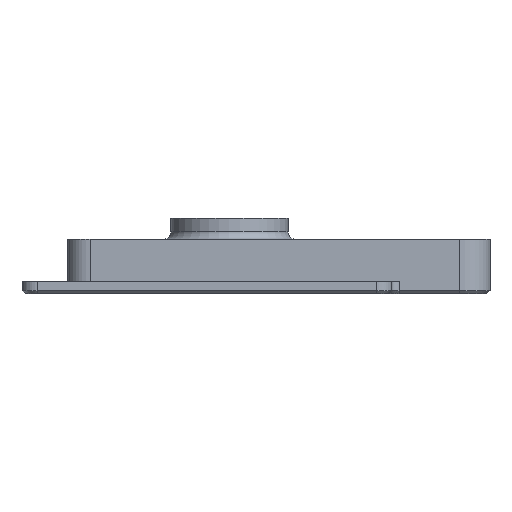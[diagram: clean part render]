
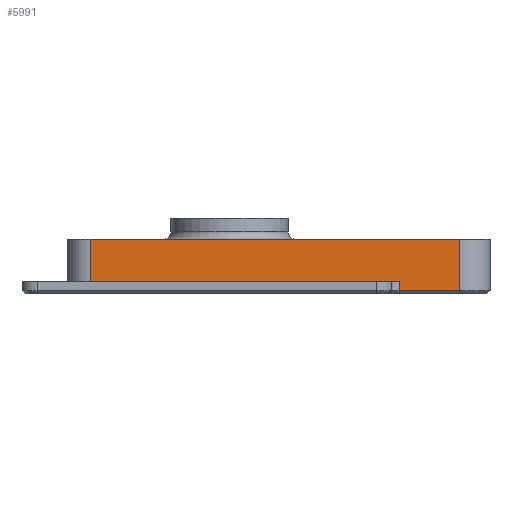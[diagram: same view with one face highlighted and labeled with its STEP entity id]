
A CAD part, front view. The second image highlights one B-rep face of the part: STEP entity #5991.
In plain terms, the highlighted planar face has unit normal (0, -1, 0).
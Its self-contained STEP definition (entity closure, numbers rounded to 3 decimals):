
#65=PLANE('',#6380);
#285=FACE_OUTER_BOUND('',#624,.T.);
#624=EDGE_LOOP('',(#4196,#4197,#4198,#4199,#4200,#4201));
#1347=LINE('',#16470,#1914);
#1362=LINE('',#16509,#1929);
#1363=LINE('',#16513,#1930);
#1364=LINE('',#16515,#1931);
#1365=LINE('',#16517,#1932);
#1366=LINE('',#16518,#1933);
#1914=VECTOR('',#7125,10.);
#1929=VECTOR('',#7168,10.);
#1930=VECTOR('',#7173,10.);
#1931=VECTOR('',#7174,10.);
#1932=VECTOR('',#7175,10.);
#1933=VECTOR('',#7176,10.);
#2517=VERTEX_POINT('',#16464);
#2518=VERTEX_POINT('',#16468);
#2528=VERTEX_POINT('',#16508);
#2529=VERTEX_POINT('',#16512);
#2530=VERTEX_POINT('',#16514);
#2531=VERTEX_POINT('',#16516);
#3170=EDGE_CURVE('',#2518,#2517,#1347,.T.);
#3189=EDGE_CURVE('',#2517,#2528,#1362,.T.);
#3191=EDGE_CURVE('',#2529,#2518,#1363,.T.);
#3192=EDGE_CURVE('',#2530,#2529,#1364,.T.);
#3193=EDGE_CURVE('',#2531,#2530,#1365,.T.);
#3194=EDGE_CURVE('',#2531,#2528,#1366,.T.);
#4196=ORIENTED_EDGE('',*,*,#3170,.F.);
#4197=ORIENTED_EDGE('',*,*,#3191,.F.);
#4198=ORIENTED_EDGE('',*,*,#3192,.F.);
#4199=ORIENTED_EDGE('',*,*,#3193,.F.);
#4200=ORIENTED_EDGE('',*,*,#3194,.T.);
#4201=ORIENTED_EDGE('',*,*,#3189,.F.);
#5991=ADVANCED_FACE('',(#285),#65,.T.);
#6380=AXIS2_PLACEMENT_3D('',#16511,#7171,#7172);
#7125=DIRECTION('',(-1.,0.,0.));
#7168=DIRECTION('',(0.,0.,1.));
#7171=DIRECTION('center_axis',(0.,-1.,0.));
#7172=DIRECTION('ref_axis',(1.,0.,0.));
#7173=DIRECTION('',(0.,0.,-1.));
#7174=DIRECTION('',(1.,0.,0.));
#7175=DIRECTION('',(0.,0.,1.));
#7176=DIRECTION('',(1.,0.,0.));
#16464=CARTESIAN_POINT('',(22.4,-73.3,0.4));
#16468=CARTESIAN_POINT('',(30.4,-73.3,0.4));
#16470=CARTESIAN_POINT('',(-7.45,-73.3,0.4));
#16508=CARTESIAN_POINT('',(22.4,-73.3,1.6));
#16509=CARTESIAN_POINT('',(22.4,-73.3,0.));
#16511=CARTESIAN_POINT('Origin',(-21.4,-73.3,0.));
#16512=CARTESIAN_POINT('',(30.4,-73.3,7.2));
#16513=CARTESIAN_POINT('',(30.4,-73.3,0.));
#16514=CARTESIAN_POINT('',(-18.4,-73.3,7.2));
#16515=CARTESIAN_POINT('',(-7.45,-73.3,7.2));
#16516=CARTESIAN_POINT('',(-18.4,-73.3,1.6));
#16517=CARTESIAN_POINT('',(-18.4,-73.3,0.));
#16518=CARTESIAN_POINT('',(-12.2,-73.3,1.6));
